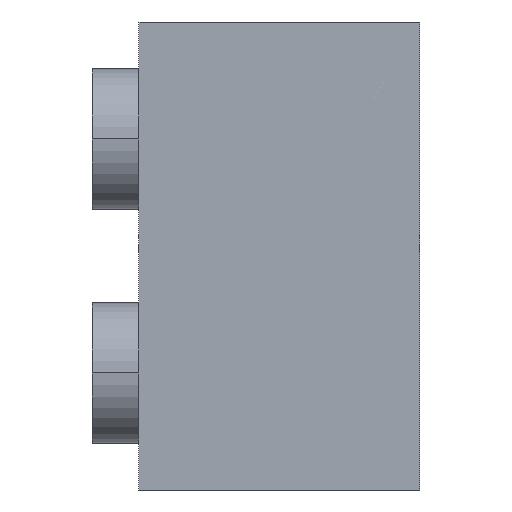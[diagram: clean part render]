
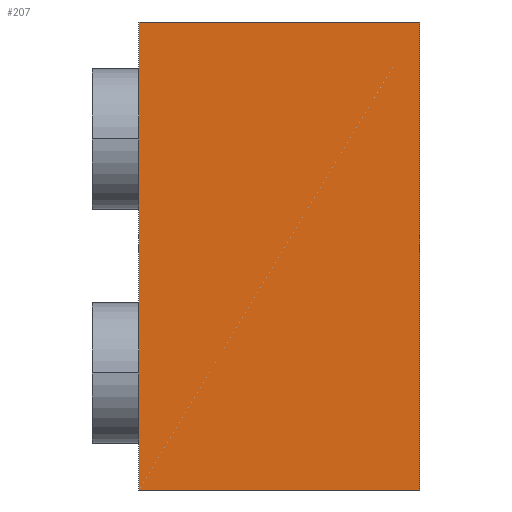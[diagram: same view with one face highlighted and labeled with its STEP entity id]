
A CAD part, left-side view. The second image highlights one B-rep face of the part: STEP entity #207.
In plain terms, the highlighted planar face has unit normal (-1, 0, 0).
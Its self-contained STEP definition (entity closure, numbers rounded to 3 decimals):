
#207=ADVANCED_FACE('',(#421),#422,.F.);
#421=FACE_OUTER_BOUND('',#636,.T.);
#422=PLANE('',#637);
#636=EDGE_LOOP('',(#1118,#1119,#1120,#1121));
#637=AXIS2_PLACEMENT_3D('',#1122,#1123,#1124);
#1118=ORIENTED_EDGE('',*,*,#1342,.T.);
#1119=ORIENTED_EDGE('',*,*,#1336,.F.);
#1120=ORIENTED_EDGE('',*,*,#1339,.F.);
#1121=ORIENTED_EDGE('',*,*,#1331,.F.);
#1122=CARTESIAN_POINT('',(-4.0,4.8,4.0));
#1123=DIRECTION('',(1.0,0.0,0.0));
#1124=DIRECTION('',(0.0,0.0,-1.0));
#1331=EDGE_CURVE('',#1597,#1599,#1600,.T.);
#1336=EDGE_CURVE('',#1606,#1608,#1609,.T.);
#1339=EDGE_CURVE('',#1599,#1606,#1612,.T.);
#1342=EDGE_CURVE('',#1597,#1608,#1615,.T.);
#1597=VERTEX_POINT('',#1909);
#1599=VERTEX_POINT('',#1912);
#1600=LINE('',#1913,#1914);
#1606=VERTEX_POINT('',#1922);
#1608=VERTEX_POINT('',#1925);
#1609=LINE('',#1926,#1927);
#1612=LINE('',#1931,#1932);
#1615=LINE('',#1936,#1937);
#1909=CARTESIAN_POINT('',(-4.0,9.6,12.0));
#1912=CARTESIAN_POINT('',(-4.0,0.0,12.0));
#1913=CARTESIAN_POINT('',(-4.0,4.8,12.0));
#1914=VECTOR('',#2210,1.0);
#1922=CARTESIAN_POINT('',(-4.0,0.0,-4.0));
#1925=CARTESIAN_POINT('',(-4.0,9.6,-4.0));
#1926=CARTESIAN_POINT('',(-4.0,4.8,-4.0));
#1927=VECTOR('',#2214,1.0);
#1931=CARTESIAN_POINT('',(-4.0,0.0,4.0));
#1932=VECTOR('',#2216,1.0);
#1936=CARTESIAN_POINT('',(-4.0,9.6,4.0));
#1937=VECTOR('',#2218,1.0);
#2210=DIRECTION('',(0.0,-1.0,0.0));
#2214=DIRECTION('',(0.0,1.0,0.0));
#2216=DIRECTION('',(0.0,0.0,-1.0));
#2218=DIRECTION('',(0.0,0.0,-1.0));
